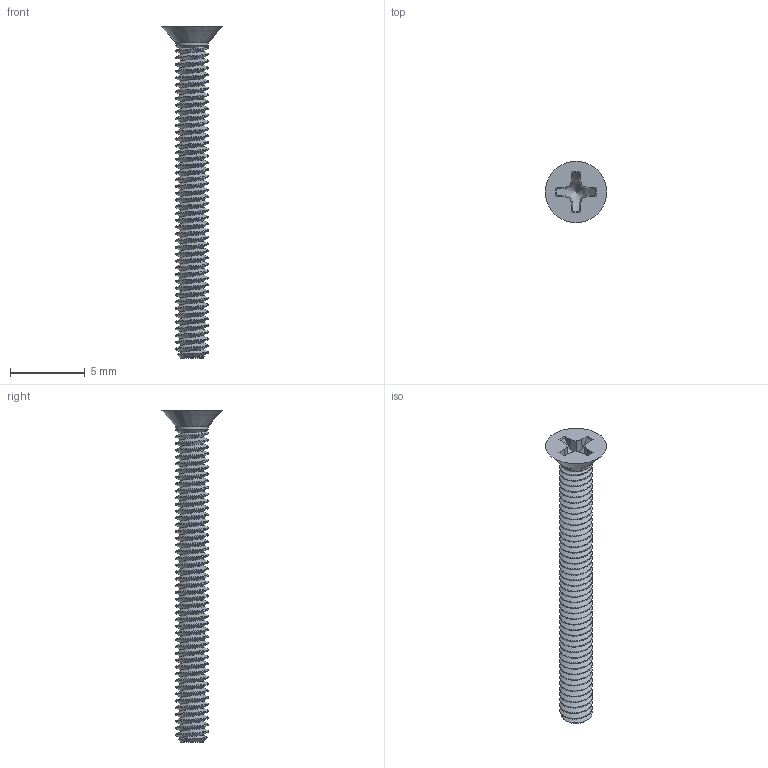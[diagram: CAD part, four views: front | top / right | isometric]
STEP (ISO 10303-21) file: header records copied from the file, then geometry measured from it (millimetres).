
FILE_DESCRIPTION(/* description */ ('STEP AP203'),/* implementation_level */ '2;1');
FILE_NAME(/* name */ '91771A085_18-8 SS FLAT HEAD PHILLIPS MACHINE SCREW 2-56 .875in.stp',/* time_stamp */ '2018-07-31T12:16:42-07:00',/* author */ ('MJ'),/* organization */ ('Microsoft'),/* preprocessor_version */ 'ST-DEVELOPER v16.13',/* originating_system */ 'Autodesk Inventor 2018',/* authorisation */ '');
FILE_SCHEMA (('AUTOMOTIVE_DESIGN { 1 0 10303 214 3 1 1 }'));
Length unit declared in the file: inch
Products named in the file (1): 91771A085_18-8 SS FLAT HEAD PHILLIPS MACHINE SCREW
Bounding box: 4.11 x 4.11 x 22.23 mm (x, y, z)
Volume: 62.1 mm3; surface area: 235.9 mm2
Topology: 1 solids, 1 shells, 76 faces, 222 edges, 148 vertices
Faces by surface type: cylinder 47, plane 18, cone 9, bspline 2
Full cylindrical faces by diameter (mm): 2.184 x45
Entity records: 7405 total; most frequent: CARTESIAN_POINT 6687, ORIENTED_EDGE 154, DIRECTION 124, EDGE_CURVE 77, VERTEX_POINT 53, AXIS2_PLACEMENT_3D 44, LINE 36, VECTOR 36
